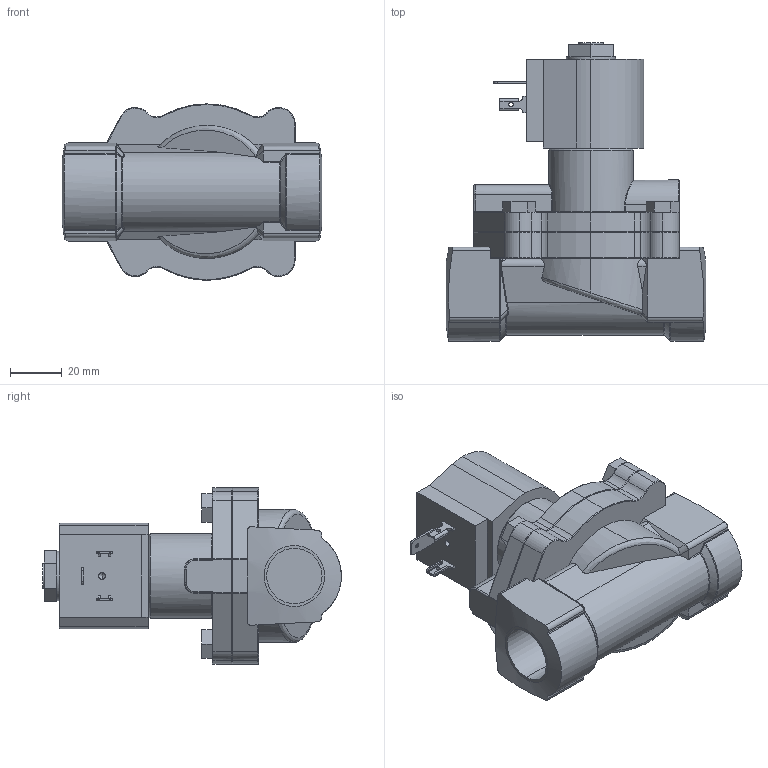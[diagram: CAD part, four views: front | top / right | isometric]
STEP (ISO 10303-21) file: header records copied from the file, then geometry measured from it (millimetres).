
FILE_DESCRIPTION (( 'STEP AP203' ), '1' );
FILE_NAME ('S211YH16K4EG5.step', '2025-12-15T20:46:40', ( '' ), ( '' ), 'SwSTEP 2.0', 'SolidWorks 2024', '' );
FILE_SCHEMA (( 'CONFIG_CONTROL_DESIGN' ));
Length unit declared in the file: inch
Products named in the file (1): S211YH16K4EG5
Bounding box: 100.17 x 115.08 x 67.94 mm (x, y, z)
Volume: 256990.7 mm3; surface area: 36897.6 mm2
Topology: 1 solids, 1 shells, 443 faces, 1086 edges, 647 vertices
Faces by surface type: plane 159, cylinder 147, torus 82, bspline 39, sphere 10, cone 6
Entity records: 17202 total; most frequent: CARTESIAN_POINT 7193, ORIENTED_EDGE 2148, DIRECTION 1992, EDGE_CURVE 1074, AXIS2_PLACEMENT_3D 757, VERTEX_POINT 645, VECTOR 478, LINE 478
